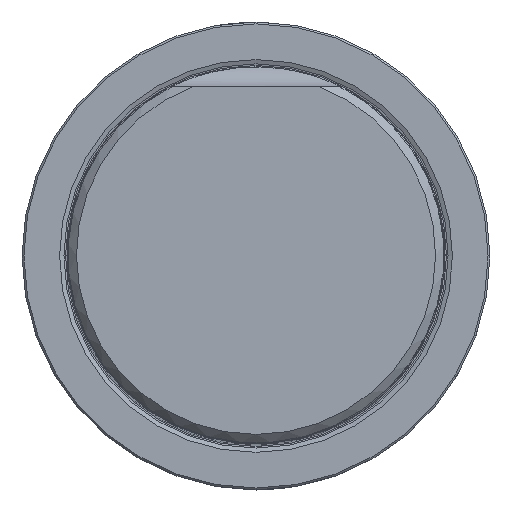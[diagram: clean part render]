
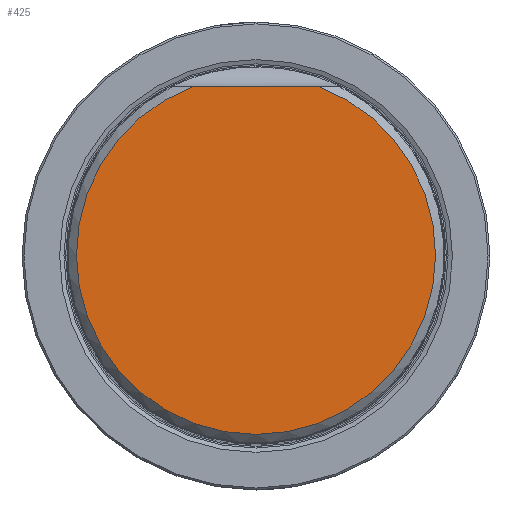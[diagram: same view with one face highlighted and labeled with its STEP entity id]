
A CAD part, top view. The second image highlights one B-rep face of the part: STEP entity #425.
In plain terms, the highlighted planar face has unit normal (0, 0, 1).
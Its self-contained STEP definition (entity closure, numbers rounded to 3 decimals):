
#316=PLANE('',#4473);
#425=ADVANCED_FACE('CU_SU_1',(#716),#316,.F.);
#716=FACE_OUTER_BOUND('',#947,.T.);
#947=EDGE_LOOP('',(#2094,#2095));
#1207=CIRCLE('',#4472,18.996);
#1328=LINE('',#6751,#1549);
#1549=VECTOR('',#5061,1.);
#2094=ORIENTED_EDGE('',*,*,#3681,.F.);
#2095=ORIENTED_EDGE('',*,*,#3682,.F.);
#3257=VERTEX_POINT('',#6749);
#3258=VERTEX_POINT('',#6750);
#3681=EDGE_CURVE('',#3257,#3258,#1207,.T.);
#3682=EDGE_CURVE('',#3258,#3257,#1328,.T.);
#4472=AXIS2_PLACEMENT_3D('',#6748,#5059,#5060);
#4473=AXIS2_PLACEMENT_3D('',#6752,#5062,#5063);
#5059=DIRECTION('',(0.,0.,-1.));
#5060=DIRECTION('',(0.,-1.,0.));
#5061=DIRECTION('',(1.,0.,0.));
#5062=DIRECTION('',(0.,0.,-1.));
#5063=DIRECTION('',(0.,-1.,0.));
#6748=CARTESIAN_POINT('',(0.,0.,70.));
#6749=CARTESIAN_POINT('',(6.623,17.804,70.));
#6750=CARTESIAN_POINT('',(-6.623,17.804,70.));
#6751=CARTESIAN_POINT('',(-19.996,17.804,70.));
#6752=CARTESIAN_POINT('',(0.,0.,70.));
